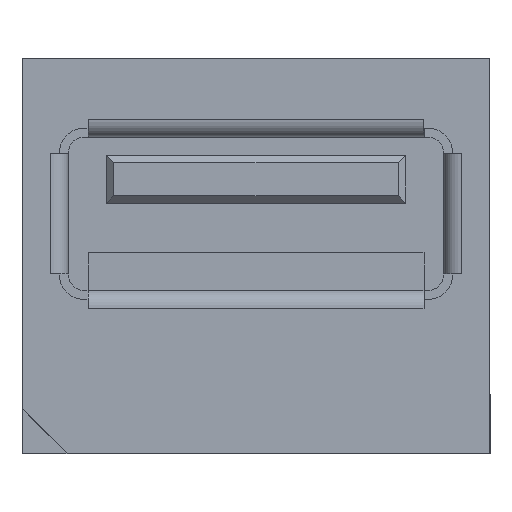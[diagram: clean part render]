
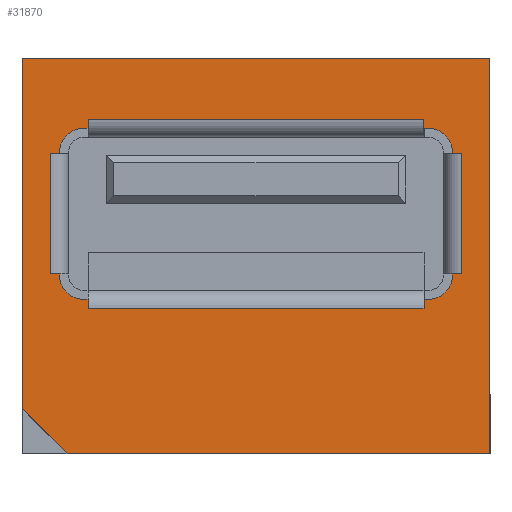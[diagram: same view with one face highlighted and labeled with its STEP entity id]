
A CAD part, front view. The second image highlights one B-rep face of the part: STEP entity #31870.
In plain terms, the highlighted face is planar.
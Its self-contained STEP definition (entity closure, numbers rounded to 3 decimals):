
#200=CARTESIAN_POINT('',(5.6,-4.255,-16.));
#210=VERTEX_POINT('',#200);
#240=CARTESIAN_POINT('',(-6.55,-4.255,-16.));
#250=DIRECTION('',(1.,0.,0.));
#260=VECTOR('',#250,1000.);
#270=LINE('',#240,#260);
#280=CARTESIAN_POINT('',(5.75,-4.255,-16.));
#290=VERTEX_POINT('',#280);
#300=EDGE_CURVE('',#210,#290,#270,.T.);
#5790=CARTESIAN_POINT('',(-5.6,-3.405,-16.));
#5800=DIRECTION('',(0.,-1.,0.));
#5810=VECTOR('',#5800,1000.);
#5820=LINE('',#5790,#5810);
#5830=CARTESIAN_POINT('',(-5.6,-4.255,-16.));
#5840=VERTEX_POINT('',#5830);
#5850=CARTESIAN_POINT('',(-5.6,-4.555,-16.));
#5860=VERTEX_POINT('',#5850);
#5870=EDGE_CURVE('',#5840,#5860,#5820,.T.);
#6090=CARTESIAN_POINT('',(-5.75,-4.255,-16.));
#6100=VERTEX_POINT('',#6090);
#6150=CARTESIAN_POINT('',(-6.55,-4.255,-16.));
#6160=DIRECTION('',(1.,0.,0.));
#6170=VECTOR('',#6160,1000.);
#6180=LINE('',#6150,#6170);
#6190=EDGE_CURVE('',#6100,#5840,#6180,.T.);
#6380=CARTESIAN_POINT('',(5.75,-3.455,-16.));
#6390=DIRECTION('',(0.,0.,1.));
#6400=DIRECTION('',(1.,0.,0.));
#6410=AXIS2_PLACEMENT_3D('',#6380,#6390,#6400);
#6420=CIRCLE('',#6410,0.8);
#6430=CARTESIAN_POINT('',(6.55,-3.455,-16.));
#6440=VERTEX_POINT('',#6430);
#6450=EDGE_CURVE('',#290,#6440,#6420,.T.);
#8780=CARTESIAN_POINT('',(-6.3,6.595,-16.));
#8790=VERTEX_POINT('',#8780);
#8820=CARTESIAN_POINT('',(-7.8,6.595,-16.));
#8830=DIRECTION('',(-1.,0.,-0.));
#8840=VECTOR('',#8830,1000.);
#8850=LINE('',#8820,#8840);
#8860=CARTESIAN_POINT('',(7.8,6.595,-16.));
#8870=VERTEX_POINT('',#8860);
#8880=EDGE_CURVE('',#8870,#8790,#8850,.T.);
#10620=CARTESIAN_POINT('',(-7.8,5.095,-16.));
#10630=VERTEX_POINT('',#10620);
#10660=CARTESIAN_POINT('',(-7.8,5.095,-16.));
#10670=DIRECTION('',(0.707,0.707,-0.));
#10680=VECTOR('',#10670,1000.);
#10690=LINE('',#10660,#10680);
#10700=EDGE_CURVE('',#10630,#8790,#10690,.T.);
#12190=CARTESIAN_POINT('',(7.8,6.595,-16.));
#12200=DIRECTION('',(0.,1.,0.));
#12210=VECTOR('',#12200,1000.);
#12220=LINE('',#12190,#12210);
#12230=CARTESIAN_POINT('',(7.8,-6.595,-16.));
#12240=VERTEX_POINT('',#12230);
#12250=EDGE_CURVE('',#12240,#8870,#12220,.T.);
#13080=CARTESIAN_POINT('',(5.6,-4.555,-16.));
#13090=VERTEX_POINT('',#13080);
#13120=CARTESIAN_POINT('',(5.6,-3.405,-16.));
#13130=DIRECTION('',(0.,1.,0.));
#13140=VECTOR('',#13130,1000.);
#13150=LINE('',#13120,#13140);
#13160=EDGE_CURVE('',#13090,#210,#13150,.T.);
#13670=CARTESIAN_POINT('',(6.55,1.445,-16.));
#13680=DIRECTION('',(0.,1.,0.));
#13690=VECTOR('',#13680,1000.);
#13700=LINE('',#13670,#13690);
#13710=CARTESIAN_POINT('',(6.55,-3.405,-16.));
#13720=VERTEX_POINT('',#13710);
#13730=EDGE_CURVE('',#6440,#13720,#13700,.T.);
#21190=CARTESIAN_POINT('',(5.6,-4.555,-16.));
#21200=DIRECTION('',(1.,0.,0.));
#21210=VECTOR('',#21200,1000.);
#21220=LINE('',#21190,#21210);
#21230=EDGE_CURVE('',#5860,#13090,#21220,.T.);
#30170=CARTESIAN_POINT('',(-7.8,-6.595,-16.));
#30180=DIRECTION('',(0.,0.,1.));
#30190=DIRECTION('',(1.,0.,0.));
#30200=AXIS2_PLACEMENT_3D('',#30170,#30180,#30190);
#30210=PLANE('',#30200);
#30220=CARTESIAN_POINT('',(-6.85,-3.405,-16.));
#30230=DIRECTION('',(0.,-1.,0.));
#30240=VECTOR('',#30230,1000.);
#30250=LINE('',#30220,#30240);
#30260=CARTESIAN_POINT('',(-6.85,0.595,-16.));
#30270=VERTEX_POINT('',#30260);
#30280=CARTESIAN_POINT('',(-6.85,-3.405,-16.));
#30290=VERTEX_POINT('',#30280);
#30300=EDGE_CURVE('',#30270,#30290,#30250,.T.);
#30310=ORIENTED_EDGE('',*,*,#30300,.T.);
#30320=CARTESIAN_POINT('',(-7.25,0.595,-16.));
#30330=DIRECTION('',(-1.,-0.,0.));
#30340=VECTOR('',#30330,1000.);
#30350=LINE('',#30320,#30340);
#30360=CARTESIAN_POINT('',(-6.55,0.595,-16.));
#30370=VERTEX_POINT('',#30360);
#30380=EDGE_CURVE('',#30370,#30270,#30350,.T.);
#30390=ORIENTED_EDGE('',*,*,#30380,.T.);
#30400=CARTESIAN_POINT('',(-6.55,1.445,-16.));
#30410=DIRECTION('',(0.,-1.,0.));
#30420=VECTOR('',#30410,1000.);
#30430=LINE('',#30400,#30420);
#30440=CARTESIAN_POINT('',(-6.55,0.645,-16.));
#30450=VERTEX_POINT('',#30440);
#30460=EDGE_CURVE('',#30450,#30370,#30430,.T.);
#30470=ORIENTED_EDGE('',*,*,#30460,.T.);
#30480=CARTESIAN_POINT('',(-5.75,0.645,-16.));
#30490=DIRECTION('',(-0.,0.,1.));
#30500=DIRECTION('',(1.,0.,0.));
#30510=AXIS2_PLACEMENT_3D('',#30480,#30490,#30500);
#30520=CIRCLE('',#30510,0.8);
#30530=CARTESIAN_POINT('',(-5.75,1.445,-16.));
#30540=VERTEX_POINT('',#30530);
#30550=EDGE_CURVE('',#30540,#30450,#30520,.T.);
#30560=ORIENTED_EDGE('',*,*,#30550,.T.);
#30570=CARTESIAN_POINT('',(-6.55,1.445,-16.));
#30580=DIRECTION('',(-1.,0.,0.));
#30590=VECTOR('',#30580,1000.);
#30600=LINE('',#30570,#30590);
#30610=CARTESIAN_POINT('',(-5.6,1.445,-16.));
#30620=VERTEX_POINT('',#30610);
#30630=EDGE_CURVE('',#30620,#30540,#30600,.T.);
#30640=ORIENTED_EDGE('',*,*,#30630,.T.);
#30650=CARTESIAN_POINT('',(-5.6,2.145,-16.));
#30660=DIRECTION('',(0.,-1.,0.));
#30670=VECTOR('',#30660,1000.);
#30680=LINE('',#30650,#30670);
#30690=CARTESIAN_POINT('',(-5.6,1.745,-16.));
#30700=VERTEX_POINT('',#30690);
#30710=EDGE_CURVE('',#30700,#30620,#30680,.T.);
#30720=ORIENTED_EDGE('',*,*,#30710,.T.);
#30730=CARTESIAN_POINT('',(-5.6,1.745,-16.));
#30740=DIRECTION('',(-1.,0.,0.));
#30750=VECTOR('',#30740,1000.);
#30760=LINE('',#30730,#30750);
#30770=CARTESIAN_POINT('',(5.6,1.745,-16.));
#30780=VERTEX_POINT('',#30770);
#30790=EDGE_CURVE('',#30780,#30700,#30760,.T.);
#30800=ORIENTED_EDGE('',*,*,#30790,.T.);
#30810=CARTESIAN_POINT('',(5.6,2.145,-16.));
#30820=DIRECTION('',(0.,1.,0.));
#30830=VECTOR('',#30820,1000.);
#30840=LINE('',#30810,#30830);
#30850=CARTESIAN_POINT('',(5.6,1.445,-16.));
#30860=VERTEX_POINT('',#30850);
#30870=EDGE_CURVE('',#30860,#30780,#30840,.T.);
#30880=ORIENTED_EDGE('',*,*,#30870,.T.);
#30890=CARTESIAN_POINT('',(-6.55,1.445,-16.));
#30900=DIRECTION('',(-1.,0.,0.));
#30910=VECTOR('',#30900,1000.);
#30920=LINE('',#30890,#30910);
#30930=CARTESIAN_POINT('',(5.75,1.445,-16.));
#30940=VERTEX_POINT('',#30930);
#30950=EDGE_CURVE('',#30940,#30860,#30920,.T.);
#30960=ORIENTED_EDGE('',*,*,#30950,.T.);
#30970=CARTESIAN_POINT('',(5.75,0.645,-16.));
#30980=DIRECTION('',(-0.,0.,1.));
#30990=DIRECTION('',(1.,0.,0.));
#31000=AXIS2_PLACEMENT_3D('',#30970,#30980,#30990);
#31010=CIRCLE('',#31000,0.8);
#31020=CARTESIAN_POINT('',(6.55,0.645,-16.));
#31030=VERTEX_POINT('',#31020);
#31040=EDGE_CURVE('',#31030,#30940,#31010,.T.);
#31050=ORIENTED_EDGE('',*,*,#31040,.T.);
#31060=CARTESIAN_POINT('',(6.55,1.445,-16.));
#31070=DIRECTION('',(0.,1.,0.));
#31080=VECTOR('',#31070,1000.);
#31090=LINE('',#31060,#31080);
#31100=CARTESIAN_POINT('',(6.55,0.595,-16.));
#31110=VERTEX_POINT('',#31100);
#31120=EDGE_CURVE('',#31110,#31030,#31090,.T.);
#31130=ORIENTED_EDGE('',*,*,#31120,.T.);
#31140=CARTESIAN_POINT('',(5.6,0.595,-16.));
#31150=DIRECTION('',(-1.,0.,0.));
#31160=VECTOR('',#31150,1000.);
#31170=LINE('',#31140,#31160);
#31180=CARTESIAN_POINT('',(6.85,0.595,-16.));
#31190=VERTEX_POINT('',#31180);
#31200=EDGE_CURVE('',#31190,#31110,#31170,.T.);
#31210=ORIENTED_EDGE('',*,*,#31200,.T.);
#31220=CARTESIAN_POINT('',(6.85,0.595,-16.));
#31230=DIRECTION('',(0.,1.,0.));
#31240=VECTOR('',#31230,1000.);
#31250=LINE('',#31220,#31240);
#31260=CARTESIAN_POINT('',(6.85,-3.405,-16.));
#31270=VERTEX_POINT('',#31260);
#31280=EDGE_CURVE('',#31270,#31190,#31250,.T.);
#31290=ORIENTED_EDGE('',*,*,#31280,.T.);
#31300=CARTESIAN_POINT('',(5.6,-3.405,-16.));
#31310=DIRECTION('',(1.,0.,0.));
#31320=VECTOR('',#31310,1000.);
#31330=LINE('',#31300,#31320);
#31340=EDGE_CURVE('',#13720,#31270,#31330,.T.);
#31350=ORIENTED_EDGE('',*,*,#31340,.T.);
#31360=ORIENTED_EDGE('',*,*,#13730,.T.);
#31370=ORIENTED_EDGE('',*,*,#6450,.T.);
#31380=ORIENTED_EDGE('',*,*,#300,.T.);
#31390=ORIENTED_EDGE('',*,*,#13160,.T.);
#31400=ORIENTED_EDGE('',*,*,#21230,.T.);
#31410=ORIENTED_EDGE('',*,*,#5870,.T.);
#31420=ORIENTED_EDGE('',*,*,#6190,.T.);
#31430=CARTESIAN_POINT('',(-5.75,-3.455,-16.));
#31440=DIRECTION('',(0.,0.,1.));
#31450=DIRECTION('',(1.,0.,0.));
#31460=AXIS2_PLACEMENT_3D('',#31430,#31440,#31450);
#31470=CIRCLE('',#31460,0.8);
#31480=CARTESIAN_POINT('',(-6.55,-3.455,-16.));
#31490=VERTEX_POINT('',#31480);
#31500=EDGE_CURVE('',#31490,#6100,#31470,.T.);
#31510=ORIENTED_EDGE('',*,*,#31500,.T.);
#31520=CARTESIAN_POINT('',(-6.55,1.445,-16.));
#31530=DIRECTION('',(0.,-1.,0.));
#31540=VECTOR('',#31530,1000.);
#31550=LINE('',#31520,#31540);
#31560=CARTESIAN_POINT('',(-6.55,-3.405,-16.));
#31570=VERTEX_POINT('',#31560);
#31580=EDGE_CURVE('',#31570,#31490,#31550,.T.);
#31590=ORIENTED_EDGE('',*,*,#31580,.T.);
#31600=CARTESIAN_POINT('',(-7.25,-3.405,-16.));
#31610=DIRECTION('',(1.,0.,0.));
#31620=VECTOR('',#31610,1000.);
#31630=LINE('',#31600,#31620);
#31640=EDGE_CURVE('',#30290,#31570,#31630,.T.);
#31650=ORIENTED_EDGE('',*,*,#31640,.T.);
#31660=EDGE_LOOP('',(#31650,#31590,#31510,#31420,#31410,#31400,#31390,
#31380,#31370,#31360,#31350,#31290,#31210,#31130,#31050,#30960,#30880,
#30800,#30720,#30640,#30560,#30470,#30390,#30310));
#31670=FACE_BOUND('',#31660,.T.);
#31680=CARTESIAN_POINT('',(-7.8,-6.595,-16.));
#31690=DIRECTION('',(1.,0.,0.));
#31700=VECTOR('',#31690,1000.);
#31710=LINE('',#31680,#31700);
#31720=CARTESIAN_POINT('',(-7.8,-6.595,-16.));
#31730=VERTEX_POINT('',#31720);
#31740=EDGE_CURVE('',#31730,#12240,#31710,.T.);
#31750=ORIENTED_EDGE('',*,*,#31740,.F.);
#31760=ORIENTED_EDGE('',*,*,#12250,.F.);
#31770=ORIENTED_EDGE('',*,*,#8880,.F.);
#31780=ORIENTED_EDGE('',*,*,#10700,.T.);
#31790=CARTESIAN_POINT('',(-7.8,6.595,-16.));
#31800=DIRECTION('',(0.,-1.,0.));
#31810=VECTOR('',#31800,1000.);
#31820=LINE('',#31790,#31810);
#31830=EDGE_CURVE('',#10630,#31730,#31820,.T.);
#31840=ORIENTED_EDGE('',*,*,#31830,.F.);
#31850=EDGE_LOOP('',(#31840,#31780,#31770,#31760,#31750));
#31860=FACE_OUTER_BOUND('',#31850,.T.);
#31870=ADVANCED_FACE('',(#31670,#31860),#30210,.F.);
